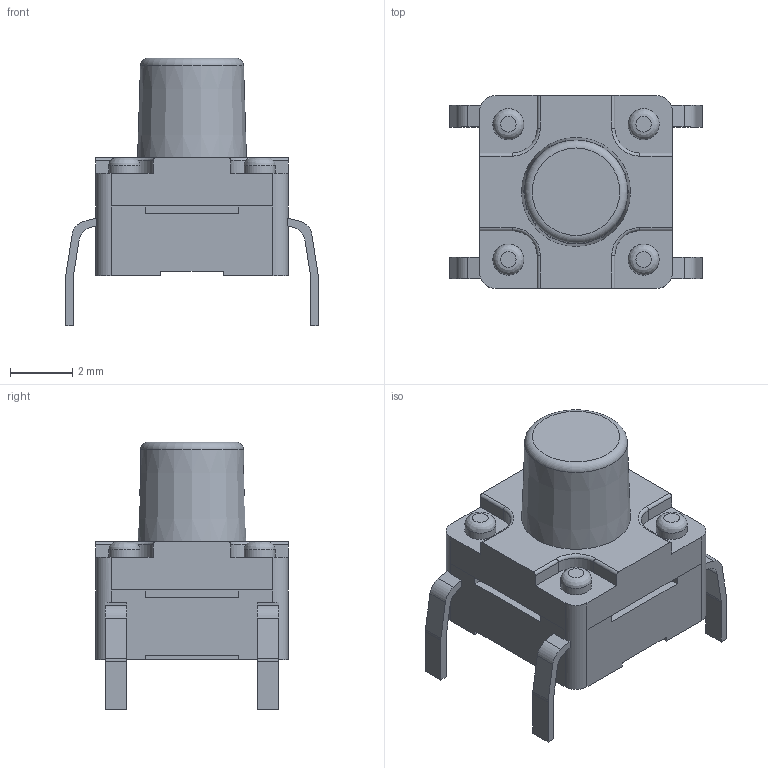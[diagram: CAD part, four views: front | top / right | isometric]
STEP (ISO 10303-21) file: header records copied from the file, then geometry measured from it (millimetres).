
FILE_DESCRIPTION(/* description */ ('STEP AP214'),/* implementation_level */ '2;1');
FILE_NAME(/* name */ '',/* time_stamp */ '2024-10-20T13:24:43+09:00',/* author */ (''),/* organization */ (''),/* preprocessor_version */ 'ST-DEVELOPER v20',/* originating_system */ 'Autodesk Translation Framework v13.20.0.188',/* authorisation */ '');
FILE_SCHEMA (('AUTOMOTIVE_DESIGN { 1 0 10303 214 3 1 1 }'));
Length unit declared in the file: millimetre
Products named in the file (1): Çá´¥¿ª¹Ø 6x6x7 ·À
Ë®
Bounding box: 8.12 x 6.2 x 8.6 mm (x, y, z)
Volume: 167.3 mm3; surface area: 246.9 mm2
Topology: 1 solids, 1 shells, 141 faces, 382 edges, 248 vertices
Faces by surface type: plane 95, cylinder 36, torus 5, bspline 4, cone 1
Full cylindrical faces by diameter (mm): 1 x4
Entity records: 4699 total; most frequent: CARTESIAN_POINT 876, ORIENTED_EDGE 764, DIRECTION 755, EDGE_CURVE 382, LINE 285, VECTOR 285, VERTEX_POINT 248, AXIS2_PLACEMENT_3D 235
